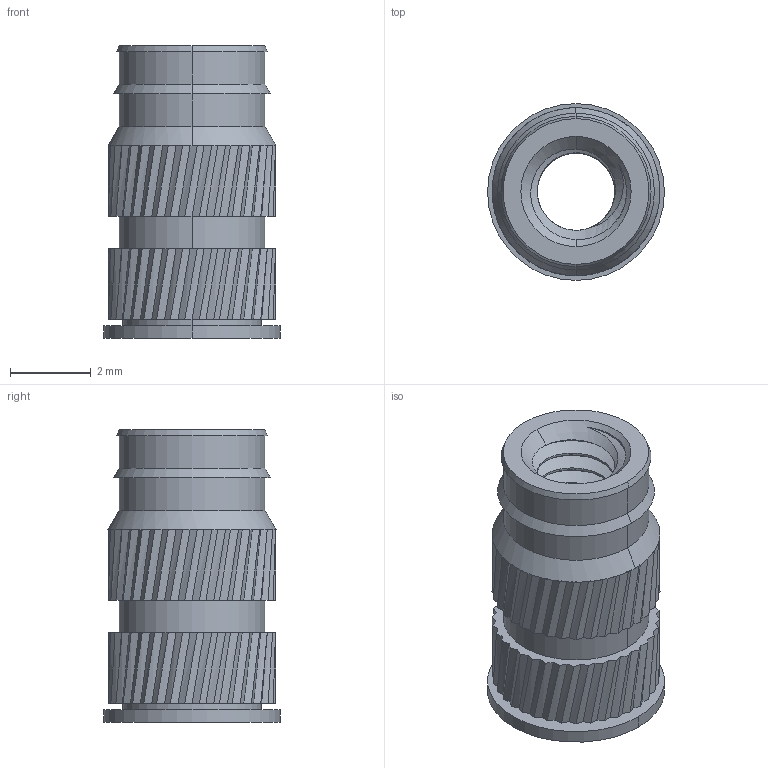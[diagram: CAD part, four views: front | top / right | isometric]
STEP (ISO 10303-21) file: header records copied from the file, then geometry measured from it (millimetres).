
FILE_DESCRIPTION(/* description */ (''),/* implementation_level */ '2;1');
FILE_NAME(/* name */ 'M2.5 x 7.5 heat set insert_v1.step',/* time_stamp */ '2023-01-28T13:12:47-08:00',/* author */ (''),/* organization */ (''),/* preprocessor_version */ 'ST-DEVELOPER v19.2',/* originating_system */ 'Autodesk Translation Framework v11.17.0.187',/* authorisation */ '');
FILE_SCHEMA (('AUTOMOTIVE_DESIGN { 1 0 10303 214 3 1 1 }'));
Length unit declared in the file: millimetre
Products named in the file (2): M2.5 x 7.5 heat set insert; 97163A125_Tapered Heat-Set Inserts for Plastic
Assembly tree (1 placements, depth 2):
  M2.5 x 7.5 heat set insert
    97163A125_Tapered Heat-Set Inserts for Plastic
Bounding box: 4.37 x 4.37 x 7.24 mm (x, y, z)
Volume: 57.2 mm3; surface area: 213.9 mm2
Topology: 1 solids, 1 shells, 243 faces, 629 edges, 394 vertices
Faces by surface type: bspline 147, plane 44, cylinder 42, cone 10
Entity records: 25836 total; most frequent: CARTESIAN_POINT 21888, ORIENTED_EDGE 1258, EDGE_CURVE 629, VERTEX_POINT 394, DIRECTION 313, EDGE_LOOP 251, FACE_OUTER_BOUND 243, ADVANCED_FACE 243
